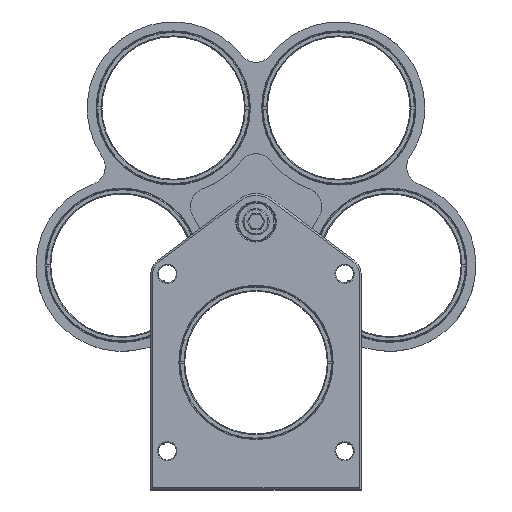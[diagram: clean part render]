
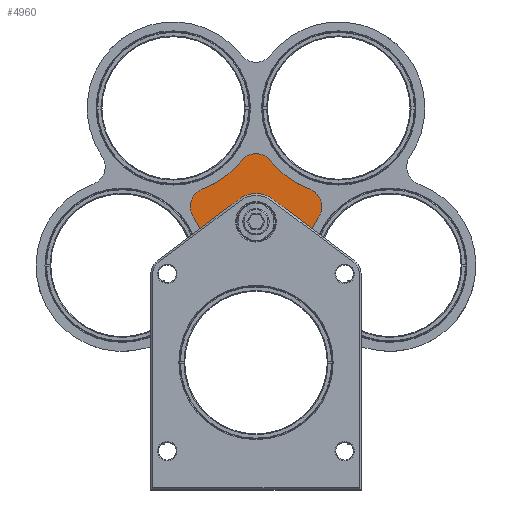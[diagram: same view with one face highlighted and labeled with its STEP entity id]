
A CAD part, top view. The second image highlights one B-rep face of the part: STEP entity #4960.
In plain terms, the highlighted planar face has unit normal (0, 0, 1).
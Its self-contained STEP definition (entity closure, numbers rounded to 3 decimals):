
#289 = CARTESIAN_POINT ( 'NONE',  ( -21.173, 49.236, -18.694 ) ) ;
#981 = VERTEX_POINT ( 'NONE', #28976 ) ;
#1349 = CIRCLE ( 'NONE', #18558, 6.35 ) ;
#1726 = AXIS2_PLACEMENT_3D ( 'NONE', #11813, #32501, #14770 ) ;
#1975 = ORIENTED_EDGE ( 'NONE', *, *, #17310, .T. ) ;
#1982 = DIRECTION ( 'NONE',  ( 0., 0., -1. ) ) ;
#2258 = DIRECTION ( 'NONE',  ( -1., 0., 0. ) ) ;
#2703 = VERTEX_POINT ( 'NONE', #3334 ) ;
#2721 = EDGE_LOOP ( 'NONE', ( #34592, #5429 ) ) ;
#2848 = CARTESIAN_POINT ( 'NONE',  ( -45.294, 32.908, -18.694 ) ) ;
#2866 = CARTESIAN_POINT ( 'NONE',  ( 21.173, 49.236, -18.694 ) ) ;
#3147 = CARTESIAN_POINT ( 'NONE',  ( 27.993, 86.154, -18.694 ) ) ;
#3310 = AXIS2_PLACEMENT_3D ( 'NONE', #10609, #31321, #13564 ) ;
#3334 = CARTESIAN_POINT ( 'NONE',  ( 5.01, 68.26, -18.694 ) ) ;
#3390 = ORIENTED_EDGE ( 'NONE', *, *, #11973, .T. ) ;
#4630 = DIRECTION ( 'NONE',  ( 0., 0., 1. ) ) ;
#4871 = CIRCLE ( 'NONE', #14689, 6.35 ) ;
#4960 = ADVANCED_FACE ( 'NONE', ( #5234, #13155 ), #35330, .T. ) ;
#5234 = FACE_BOUND ( 'NONE', #2721, .T. ) ;
#5249 = EDGE_CURVE ( 'NONE', #37982, #13806, #34407, .T. ) ;
#5356 = AXIS2_PLACEMENT_3D ( 'NONE', #37890, #20136, #2258 ) ;
#5429 = ORIENTED_EDGE ( 'NONE', *, *, #23247, .F. ) ;
#5764 = CIRCLE ( 'NONE', #7800, 6.35 ) ;
#5889 = DIRECTION ( 'NONE',  ( -1., 0., 0. ) ) ;
#6190 = DIRECTION ( 'NONE',  ( -1., 0., 0. ) ) ;
#7800 = AXIS2_PLACEMENT_3D ( 'NONE', #30810, #13070, #33790 ) ;
#8171 = AXIS2_PLACEMENT_3D ( 'NONE', #34726, #16974, #37713 ) ;
#8869 = CIRCLE ( 'NONE', #8171, 6.35 ) ;
#8897 = VERTEX_POINT ( 'NONE', #24786 ) ;
#9893 = EDGE_LOOP ( 'NONE', ( #17765, #16445, #3390, #37590, #25666, #15489, #10010, #10309, #15413, #1975, #21013 ) ) ;
#10010 = ORIENTED_EDGE ( 'NONE', *, *, #24246, .T. ) ;
#10123 = EDGE_CURVE ( 'NONE', #27181, #34043, #32803, .T. ) ;
#10309 = ORIENTED_EDGE ( 'NONE', *, *, #5249, .T. ) ;
#10312 = CARTESIAN_POINT ( 'NONE',  ( 9.836, 34.087, -18.694 ) ) ;
#10609 = CARTESIAN_POINT ( 'NONE',  ( -15.915, 52.796, -18.694 ) ) ;
#11325 = VERTEX_POINT ( 'NONE', #24888 ) ;
#11677 = DIRECTION ( 'NONE',  ( 0., 0., -1. ) ) ;
#11759 = CARTESIAN_POINT ( 'NONE',  ( -13.997, 75.257, -18.694 ) ) ;
#11804 = VERTEX_POINT ( 'NONE', #32993 ) ;
#11813 = CARTESIAN_POINT ( 'NONE',  ( -27.993, 86.154, -18.694 ) ) ;
#11973 = EDGE_CURVE ( 'NONE', #33013, #32256, #35165, .T. ) ;
#12325 = AXIS2_PLACEMENT_3D ( 'NONE', #32899, #15179, #35926 ) ;
#12442 = CARTESIAN_POINT ( 'NONE',  ( 16.182, 33.876, -18.694 ) ) ;
#12961 = CARTESIAN_POINT ( 'NONE',  ( -18.077, 58.767, -18.694 ) ) ;
#13070 = DIRECTION ( 'NONE',  ( 0., 0., 1. ) ) ;
#13155 = FACE_OUTER_BOUND ( 'NONE', #9893, .T. ) ;
#13306 = DIRECTION ( 'NONE',  ( -1., 0., 0. ) ) ;
#13429 = CARTESIAN_POINT ( 'NONE',  ( -22.265, 52.796, -18.694 ) ) ;
#13564 = DIRECTION ( 'NONE',  ( -1., 0., 0. ) ) ;
#13800 = AXIS2_PLACEMENT_3D ( 'NONE', #22498, #4630, #25436 ) ;
#13806 = VERTEX_POINT ( 'NONE', #2866 ) ;
#14689 = AXIS2_PLACEMENT_3D ( 'NONE', #33658, #15912, #36652 ) ;
#14697 = CIRCLE ( 'NONE', #24108, 29.128 ) ;
#14718 = DIRECTION ( 'NONE',  ( -1., 0., 0. ) ) ;
#14770 = DIRECTION ( 'NONE',  ( -1., 0., 0. ) ) ;
#15179 = DIRECTION ( 'NONE',  ( 0., 0., 1. ) ) ;
#15413 = ORIENTED_EDGE ( 'NONE', *, *, #34216, .T. ) ;
#15489 = ORIENTED_EDGE ( 'NONE', *, *, #35512, .T. ) ;
#15675 = CIRCLE ( 'NONE', #13800, 6.35 ) ;
#15912 = DIRECTION ( 'NONE',  ( 0., 0., 1. ) ) ;
#16445 = ORIENTED_EDGE ( 'NONE', *, *, #22996, .T. ) ;
#16843 = VERTEX_POINT ( 'NONE', #21580 ) ;
#16974 = DIRECTION ( 'NONE',  ( 0., 0., 1. ) ) ;
#17310 = EDGE_CURVE ( 'NONE', #29548, #2703, #38024, .T. ) ;
#17765 = ORIENTED_EDGE ( 'NONE', *, *, #10123, .T. ) ;
#18558 = AXIS2_PLACEMENT_3D ( 'NONE', #10312, #31050, #13306 ) ;
#18726 = EDGE_CURVE ( 'NONE', #2703, #27181, #5764, .T. ) ;
#19864 = CARTESIAN_POINT ( 'NONE',  ( 45.294, 32.908, -18.694 ) ) ;
#20136 = DIRECTION ( 'NONE',  ( 0., 0., 1. ) ) ;
#21013 = ORIENTED_EDGE ( 'NONE', *, *, #18726, .T. ) ;
#21580 = CARTESIAN_POINT ( 'NONE',  ( 8.075, 27.986, -18.694 ) ) ;
#22498 = CARTESIAN_POINT ( 'NONE',  ( -15.915, 52.796, -18.694 ) ) ;
#22831 = DIRECTION ( 'NONE',  ( -1., 0., 0. ) ) ;
#22996 = EDGE_CURVE ( 'NONE', #34043, #33013, #15675, .T. ) ;
#23127 = AXIS2_PLACEMENT_3D ( 'NONE', #19864, #1982, #22831 ) ;
#23247 = EDGE_CURVE ( 'NONE', #11325, #11804, #30775, .T. ) ;
#23683 = DIRECTION ( 'NONE',  ( 0., 0., -1. ) ) ;
#23987 = DIRECTION ( 'NONE',  ( 0., 0., -1. ) ) ;
#24108 = AXIS2_PLACEMENT_3D ( 'NONE', #29406, #11677, #32377 ) ;
#24246 = EDGE_CURVE ( 'NONE', #16843, #37982, #1349, .T. ) ;
#24718 = AXIS2_PLACEMENT_3D ( 'NONE', #2848, #23683, #5889 ) ;
#24786 = CARTESIAN_POINT ( 'NONE',  ( -8.075, 27.986, -18.694 ) ) ;
#24888 = CARTESIAN_POINT ( 'NONE',  ( 7.62, 47.625, -18.694 ) ) ;
#25436 = DIRECTION ( 'NONE',  ( -1., 0., 0. ) ) ;
#25666 = ORIENTED_EDGE ( 'NONE', *, *, #35770, .T. ) ;
#26633 = EDGE_CURVE ( 'NONE', #32256, #981, #36043, .T. ) ;
#27181 = VERTEX_POINT ( 'NONE', #31941 ) ;
#27826 = AXIS2_PLACEMENT_3D ( 'NONE', #3147, #23987, #6190 ) ;
#28976 = CARTESIAN_POINT ( 'NONE',  ( -16.182, 33.876, -18.694 ) ) ;
#29406 = CARTESIAN_POINT ( 'NONE',  ( 0., 0., -18.694 ) ) ;
#29548 = VERTEX_POINT ( 'NONE', #31390 ) ;
#30775 = CIRCLE ( 'NONE', #12325, 7.62 ) ;
#30810 = CARTESIAN_POINT ( 'NONE',  ( 0., 64.359, -18.694 ) ) ;
#31050 = DIRECTION ( 'NONE',  ( 0., 0., 1. ) ) ;
#31125 = AXIS2_PLACEMENT_3D ( 'NONE', #11759, #32455, #14718 ) ;
#31321 = DIRECTION ( 'NONE',  ( 0., 0., 1. ) ) ;
#31390 = CARTESIAN_POINT ( 'NONE',  ( 18.077, 58.767, -18.694 ) ) ;
#31941 = CARTESIAN_POINT ( 'NONE',  ( -5.01, 68.26, -18.694 ) ) ;
#32256 = VERTEX_POINT ( 'NONE', #289 ) ;
#32377 = DIRECTION ( 'NONE',  ( -1., 0., 0. ) ) ;
#32455 = DIRECTION ( 'NONE',  ( 0., 0., 1. ) ) ;
#32501 = DIRECTION ( 'NONE',  ( 0., 0., -1. ) ) ;
#32803 = CIRCLE ( 'NONE', #1726, 29.128 ) ;
#32899 = CARTESIAN_POINT ( 'NONE',  ( 0., 47.625, -18.694 ) ) ;
#32993 = CARTESIAN_POINT ( 'NONE',  ( -7.62, 47.625, -18.694 ) ) ;
#33013 = VERTEX_POINT ( 'NONE', #13429 ) ;
#33658 = CARTESIAN_POINT ( 'NONE',  ( -9.836, 34.087, -18.694 ) ) ;
#33790 = DIRECTION ( 'NONE',  ( -1., 0., 0. ) ) ;
#34043 = VERTEX_POINT ( 'NONE', #12961 ) ;
#34216 = EDGE_CURVE ( 'NONE', #13806, #29548, #8869, .T. ) ;
#34407 = CIRCLE ( 'NONE', #23127, 29.128 ) ;
#34592 = ORIENTED_EDGE ( 'NONE', *, *, #37843, .F. ) ;
#34726 = CARTESIAN_POINT ( 'NONE',  ( 15.915, 52.796, -18.694 ) ) ;
#35165 = CIRCLE ( 'NONE', #3310, 6.35 ) ;
#35222 = CIRCLE ( 'NONE', #5356, 7.62 ) ;
#35330 = PLANE ( 'NONE',  #31125 ) ;
#35512 = EDGE_CURVE ( 'NONE', #8897, #16843, #14697, .T. ) ;
#35770 = EDGE_CURVE ( 'NONE', #981, #8897, #4871, .T. ) ;
#35926 = DIRECTION ( 'NONE',  ( -1., 0., 0. ) ) ;
#36043 = CIRCLE ( 'NONE', #24718, 29.128 ) ;
#36652 = DIRECTION ( 'NONE',  ( -1., 0., 0. ) ) ;
#37590 = ORIENTED_EDGE ( 'NONE', *, *, #26633, .T. ) ;
#37713 = DIRECTION ( 'NONE',  ( -1., 0., 0. ) ) ;
#37843 = EDGE_CURVE ( 'NONE', #11804, #11325, #35222, .T. ) ;
#37890 = CARTESIAN_POINT ( 'NONE',  ( 0., 47.625, -18.694 ) ) ;
#37982 = VERTEX_POINT ( 'NONE', #12442 ) ;
#38024 = CIRCLE ( 'NONE', #27826, 29.128 ) ;
